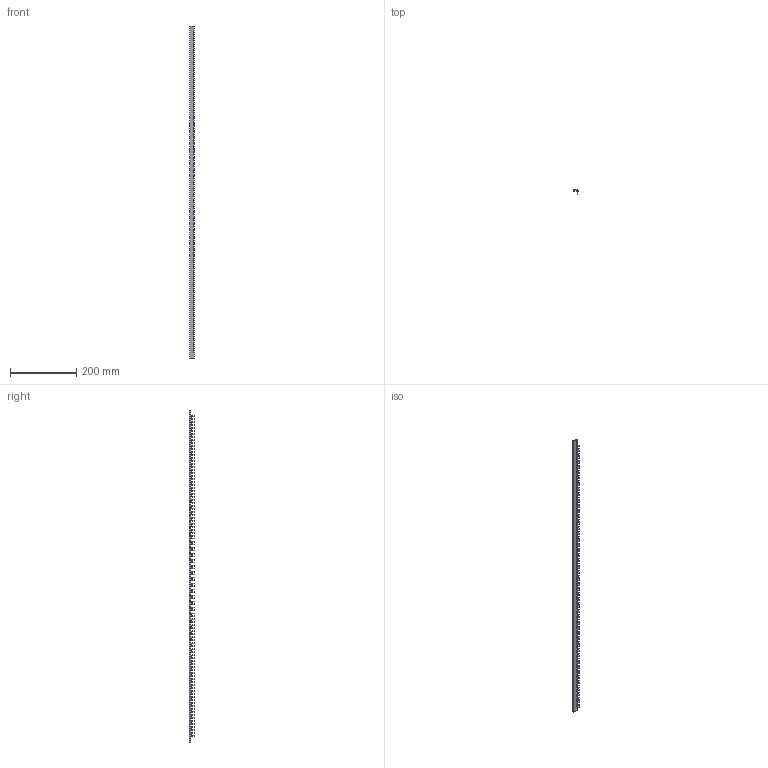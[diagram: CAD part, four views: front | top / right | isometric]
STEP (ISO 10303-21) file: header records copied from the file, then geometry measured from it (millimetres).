
FILE_DESCRIPTION (( 'STEP AP203' ), '1' );
FILE_NAME ('YNS11-1-063 Øèíà ñîåäèíèòåëüíàÿ òèïà FORK (âèëêà) 1Ð 63À (äë.1 ì) ÈÝÊ.STEP', '2016-09-06T11:20:19', ( '' ), ( '' ), 'SwSTEP 2.0', 'SolidWorks 2014', '' );
FILE_SCHEMA (( 'CONFIG_CONTROL_DESIGN' ));
Length unit declared in the file: millimetre
Products named in the file (1): YNS11-1-063 Øèíà ñîåäèíèòåëüíàÿ òèïà FORK (âèëêà) 1Ð 63À (äë.1 ì) ÈÝÊ
Bounding box: 14.2 x 15.4 x 1000 mm (x, y, z)
Volume: 60934.9 mm3; surface area: 46473.5 mm2
Topology: 1 solids, 1 shells, 709 faces, 1959 edges, 1306 vertices
Faces by surface type: plane 547, cylinder 162
Entity records: 22514 total; most frequent: CARTESIAN_POINT 3975, ORIENTED_EDGE 3918, DIRECTION 3703, EDGE_CURVE 1959, VECTOR 1635, LINE 1635, VERTEX_POINT 1306, AXIS2_PLACEMENT_3D 1034
